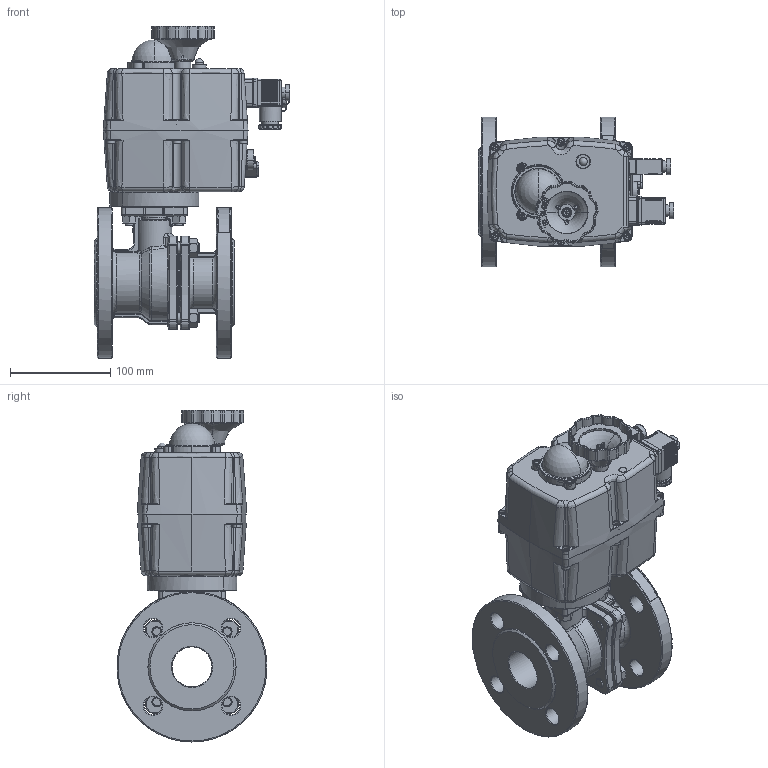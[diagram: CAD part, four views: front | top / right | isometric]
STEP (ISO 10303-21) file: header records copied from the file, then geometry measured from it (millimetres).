
FILE_DESCRIPTION(('HOOPS Exchange Step'),'2;1');
FILE_NAME('EK05_DN40.stp','2025-05-20T08:31:10+02:00',('nieru'),('Unknown organisation'),'HOOPS Exchange 2024.2','HOOPS Exchange','Unknown authorisation');
FILE_SCHEMA( ('AP203_CONFIGURATION_CONTROLLED_3D_DESIGN_OF_MECHANICAL_PARTS_AND_ASSEMBLIES_MIM_LF') );
Length unit declared in the file: millimetre
Products named in the file (4): 0; root
Assembly tree (3 placements, depth 3):
  root
    0
      0
      0
Bounding box: 195.33 x 149.64 x 331.45 mm (x, y, z)
Volume: 2590809.3 mm3; surface area: 394603.2 mm2
Topology: 58 solids, 58 shells, 3723 faces, 9235 edges, 5623 vertices
Faces by surface type: cylinder 1263, plane 811, bspline 725, torus 711, cone 164, sphere 49
Full cylindrical faces by diameter (mm): 2.204 x3, 6.8 x4, 7.825 x1, 9 x4, 11 x2, 11.516 x1, 14 x1, 14.894 x1, 16.5 x1, 18 x9, 22 x1, 26 x1, 28 x2, 30 x1, 35 x1, 82.6 x2, 88 x2, 150 x2
Entity records: 235569 total; most frequent: CARTESIAN_POINT 153923, ORIENTED_EDGE 18304, DIRECTION 14939, EDGE_CURVE 9152, AXIS2_PLACEMENT_3D 6065, VERTEX_POINT 5623, EDGE_LOOP 3967, FACE_BOUND 3967
